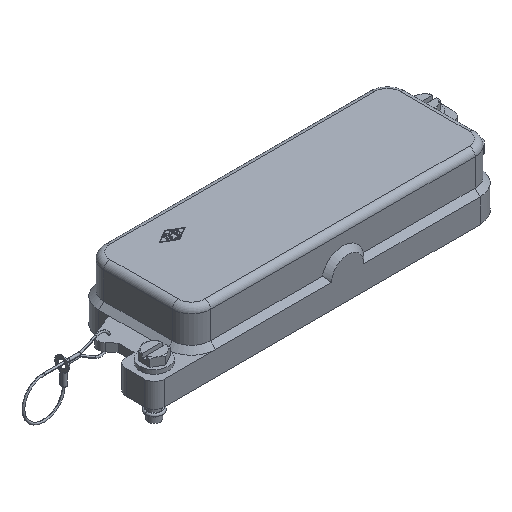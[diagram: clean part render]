
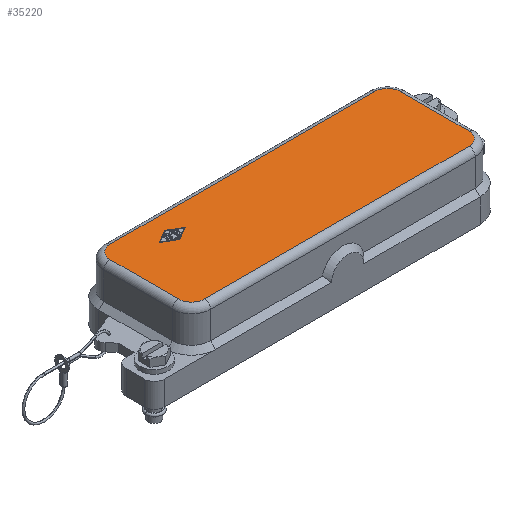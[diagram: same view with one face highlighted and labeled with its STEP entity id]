
A CAD part, isometric view. The second image highlights one B-rep face of the part: STEP entity #35220.
In plain terms, the highlighted planar face has unit normal (0, 0, 1).
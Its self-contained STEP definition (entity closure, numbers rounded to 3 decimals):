
#6020=CARTESIAN_POINT('',(65.75,23.5,31.));
#6030=VERTEX_POINT('',#6020);
#6060=CARTESIAN_POINT('',(-65.75,23.5,31.));
#6070=DIRECTION('',(1.,0.,0.));
#6080=VECTOR('',#6070,131.5);
#6090=LINE('',#6060,#6080);
#6100=CARTESIAN_POINT('',(-65.75,23.5,31.));
#6110=VERTEX_POINT('',#6100);
#6120=EDGE_CURVE('',#6110,#6030,#6090,.T.);
#6420=CARTESIAN_POINT('',(-72.25,17.,31.));
#6430=VERTEX_POINT('',#6420);
#6460=CARTESIAN_POINT('',(-72.25,-17.,31.));
#6470=DIRECTION('',(0.,1.,0.));
#6480=VECTOR('',#6470,34.);
#6490=LINE('',#6460,#6480);
#6500=CARTESIAN_POINT('',(-72.25,-17.,31.));
#6510=VERTEX_POINT('',#6500);
#6520=EDGE_CURVE('',#6510,#6430,#6490,.T.);
#6910=CARTESIAN_POINT('',(72.25,-17.,31.));
#6920=VERTEX_POINT('',#6910);
#6950=CARTESIAN_POINT('',(72.25,17.,31.));
#6960=DIRECTION('',(0.,-1.,0.));
#6970=VECTOR('',#6960,34.);
#6980=LINE('',#6950,#6970);
#6990=CARTESIAN_POINT('',(72.25,17.,31.));
#7000=VERTEX_POINT('',#6990);
#7010=EDGE_CURVE('',#7000,#6920,#6980,.T.);
#7380=CARTESIAN_POINT('',(-65.75,-23.5,31.));
#7390=VERTEX_POINT('',#7380);
#7420=CARTESIAN_POINT('',(65.75,-23.5,31.));
#7430=DIRECTION('',(-1.,0.,0.));
#7440=VECTOR('',#7430,131.5);
#7450=LINE('',#7420,#7440);
#7460=CARTESIAN_POINT('',(65.75,-23.5,31.));
#7470=VERTEX_POINT('',#7460);
#7480=EDGE_CURVE('',#7470,#7390,#7450,.T.);
#15970=CARTESIAN_POINT('',(-65.75,17.,31.));
#15980=DIRECTION('',(0.,0.,-1.));
#15990=DIRECTION('',(-0.707,0.707,
0.));
#16000=AXIS2_PLACEMENT_3D('',#15970,#15980,#15990);
#16010=CIRCLE('',#16000,6.5);
#16020=EDGE_CURVE('',#6430,#6110,#16010,.T.);
#25300=CARTESIAN_POINT('',(-46.25,15.749,31.));
#25310=VERTEX_POINT('',#25300);
#25360=CARTESIAN_POINT('',(-46.25,15.749,31.));
#25370=DIRECTION('',(0.866,-0.5,0.));
#25380=VECTOR('',#25370,7.504);
#25390=LINE('',#25360,#25380);
#25400=CARTESIAN_POINT('',(-39.75,12.,31.));
#25410=VERTEX_POINT('',#25400);
#25420=EDGE_CURVE('',#25310,#25410,#25390,.T.);
#25740=CARTESIAN_POINT('',(-39.75,12.,31.));
#25750=DIRECTION('',(-0.866,-0.5,0.));
#25760=VECTOR('',#25750,7.504);
#25770=LINE('',#25740,#25760);
#25780=CARTESIAN_POINT('',(-46.25,8.251,31.));
#25790=VERTEX_POINT('',#25780);
#25800=EDGE_CURVE('',#25410,#25790,#25770,.T.);
#26120=CARTESIAN_POINT('',(-46.25,8.251,31.));
#26130=DIRECTION('',(-0.866,0.5,0.));
#26140=VECTOR('',#26130,7.504);
#26150=LINE('',#26120,#26140);
#26160=CARTESIAN_POINT('',(-52.75,12.,31.));
#26170=VERTEX_POINT('',#26160);
#26180=EDGE_CURVE('',#25790,#26170,#26150,.T.);
#26500=CARTESIAN_POINT('',(-52.75,12.,31.));
#26510=DIRECTION('',(0.866,0.5,0.));
#26520=VECTOR('',#26510,7.504);
#26530=LINE('',#26500,#26520);
#26540=EDGE_CURVE('',#26170,#25310,#26530,.T.);
#34830=CARTESIAN_POINT('',(0.,0.,31.));
#34840=DIRECTION('',(0.,0.,1.));
#34850=DIRECTION('',(1.,0.,0.));
#34860=AXIS2_PLACEMENT_3D('',#34830,#34840,#34850);
#34870=PLANE('',#34860);
#34880=CARTESIAN_POINT('',(-65.75,-17.,31.));
#34890=DIRECTION('',(0.,0.,-1.));
#34900=DIRECTION('',(-0.707,-0.707,
0.));
#34910=AXIS2_PLACEMENT_3D('',#34880,#34890,#34900);
#34920=CIRCLE('',#34910,6.5);
#34930=EDGE_CURVE('',#7390,#6510,#34920,.T.);
#34940=ORIENTED_EDGE('',*,*,#34930,.F.);
#34950=ORIENTED_EDGE('',*,*,#6520,.F.);
#34960=ORIENTED_EDGE('',*,*,#16020,.F.);
#34970=ORIENTED_EDGE('',*,*,#6120,.F.);
#34980=CARTESIAN_POINT('',(65.75,17.,31.));
#34990=DIRECTION('',(0.,0.,-1.));
#35000=DIRECTION('',(0.707,0.707,
0.));
#35010=AXIS2_PLACEMENT_3D('',#34980,#34990,#35000);
#35020=CIRCLE('',#35010,6.5);
#35030=EDGE_CURVE('',#6030,#7000,#35020,.T.);
#35040=ORIENTED_EDGE('',*,*,#35030,.F.);
#35050=ORIENTED_EDGE('',*,*,#7010,.F.);
#35060=CARTESIAN_POINT('',(65.75,-17.,31.));
#35070=DIRECTION('',(0.,0.,-1.));
#35080=DIRECTION('',(0.707,-0.707,
0.));
#35090=AXIS2_PLACEMENT_3D('',#35060,#35070,#35080);
#35100=CIRCLE('',#35090,6.5);
#35110=EDGE_CURVE('',#6920,#7470,#35100,.T.);
#35120=ORIENTED_EDGE('',*,*,#35110,.F.);
#35130=ORIENTED_EDGE('',*,*,#7480,.F.);
#35140=EDGE_LOOP('',(#35130,#35120,#35050,#35040,#34970,#34960,#34950,
#34940));
#35150=FACE_OUTER_BOUND('',#35140,.T.);
#35160=ORIENTED_EDGE('',*,*,#26540,.T.);
#35170=ORIENTED_EDGE('',*,*,#26180,.T.);
#35180=ORIENTED_EDGE('',*,*,#25800,.T.);
#35190=ORIENTED_EDGE('',*,*,#25420,.T.);
#35200=EDGE_LOOP('',(#35190,#35180,#35170,#35160));
#35210=FACE_BOUND('',#35200,.T.);
#35220=ADVANCED_FACE('',(#35150,#35210),#34870,.T.);
